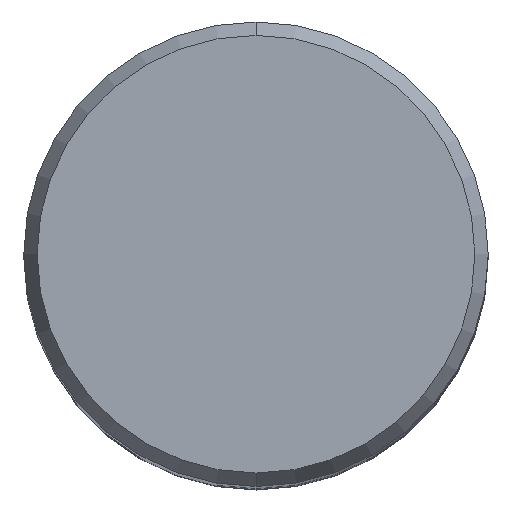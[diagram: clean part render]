
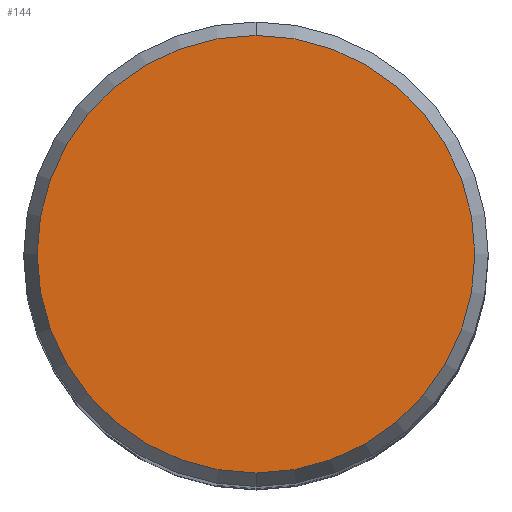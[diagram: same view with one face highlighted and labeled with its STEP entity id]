
A CAD part, top view. The second image highlights one B-rep face of the part: STEP entity #144.
In plain terms, the highlighted planar face has unit normal (0, 0, 1).
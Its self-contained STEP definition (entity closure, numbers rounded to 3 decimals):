
#86=EDGE_CURVE('',#124,#92,#208,.T.);
#92=VERTEX_POINT('',#214);
#124=VERTEX_POINT('',#250);
#144=ADVANCED_FACE('',(#270),#271,.T.);
#146=EDGE_CURVE('',#92,#124,#273,.T.);
#208=CIRCLE('',#336,7.479);
#214=CARTESIAN_POINT('',(0.,-7.479,0.01));
#250=CARTESIAN_POINT('',(0.0,7.479,0.01));
#270=FACE_OUTER_BOUND('',#420,.T.);
#271=PLANE('',#421);
#273=CIRCLE('',#424,7.479);
#336=AXIS2_PLACEMENT_3D('',#484,#485,#486);
#420=EDGE_LOOP('',(#553,#554));
#421=AXIS2_PLACEMENT_3D('',#555,#556,#557);
#424=AXIS2_PLACEMENT_3D('',#558,#559,#560);
#484=CARTESIAN_POINT('',(0.0,0.0,0.01));
#485=DIRECTION('',(0.0,0.0,-1.0));
#486=DIRECTION('',(0.0,1.0,0.0));
#553=ORIENTED_EDGE('',*,*,#86,.F.);
#554=ORIENTED_EDGE('',*,*,#146,.F.);
#555=CARTESIAN_POINT('',(0.0,3.74,0.01));
#556=DIRECTION('',(-0.0,0.0,1.0));
#557=DIRECTION('',(0.0,-1.0,0.0));
#558=CARTESIAN_POINT('',(0.0,0.0,0.01));
#559=DIRECTION('',(0.0,0.0,-1.0));
#560=DIRECTION('',(0.0,1.0,0.0));
